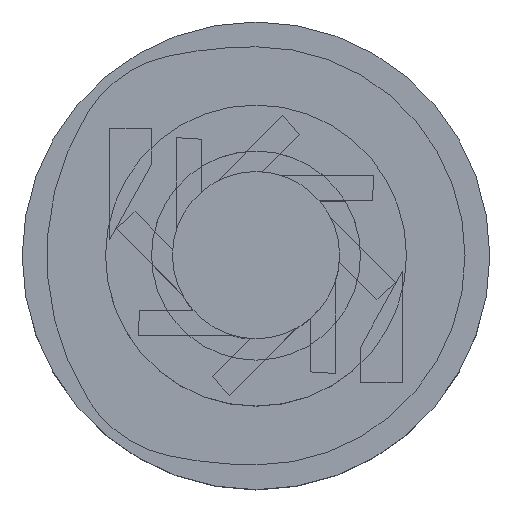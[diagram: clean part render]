
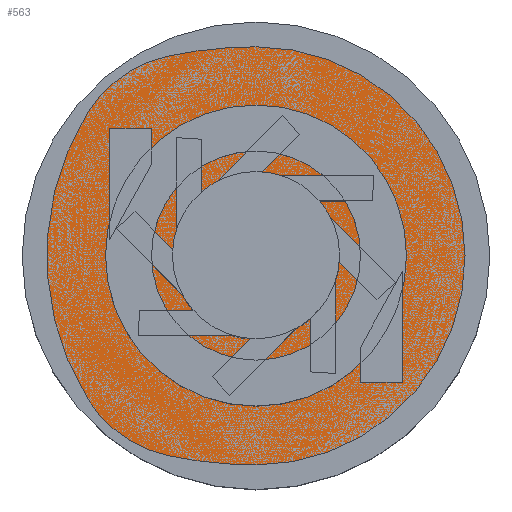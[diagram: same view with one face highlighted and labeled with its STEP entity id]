
A CAD part, top view. The second image highlights one B-rep face of the part: STEP entity #563.
In plain terms, the highlighted planar face has unit normal (0, 0, 1).
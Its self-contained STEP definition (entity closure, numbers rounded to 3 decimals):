
#485=PLANE('',#1709);
#563=ADVANCED_FACE('',(#662),#485,.T.);
#662=FACE_OUTER_BOUND('',#738,.T.);
#738=EDGE_LOOP('',(#1116,#1117,#1118,#1119,#1120,#1121));
#1116=ORIENTED_EDGE('',*,*,#1510,.T.);
#1117=ORIENTED_EDGE('',*,*,#1514,.T.);
#1118=ORIENTED_EDGE('',*,*,#1517,.T.);
#1119=ORIENTED_EDGE('',*,*,#1520,.T.);
#1120=ORIENTED_EDGE('',*,*,#1523,.T.);
#1121=ORIENTED_EDGE('',*,*,#1525,.T.);
#1402=VERTEX_POINT('',#2177);
#1403=VERTEX_POINT('',#2179);
#1405=VERTEX_POINT('',#2185);
#1407=VERTEX_POINT('',#2191);
#1409=VERTEX_POINT('',#2197);
#1411=VERTEX_POINT('',#2203);
#1510=EDGE_CURVE('',#1403,#1402,#1663,.T.);
#1514=EDGE_CURVE('',#1402,#1405,#1665,.T.);
#1517=EDGE_CURVE('',#1405,#1407,#1667,.T.);
#1520=EDGE_CURVE('',#1407,#1409,#1669,.T.);
#1523=EDGE_CURVE('',#1409,#1411,#1671,.T.);
#1525=EDGE_CURVE('',#1411,#1403,#1673,.T.);
#1663=CIRCLE('',#1692,3250.);
#1665=CIRCLE('',#1695,1500.);
#1667=CIRCLE('',#1698,5000.);
#1669=CIRCLE('',#1701,2500.);
#1671=CIRCLE('',#1704,5000.);
#1673=CIRCLE('',#1707,1500.);
#1692=AXIS2_PLACEMENT_3D('',#2178,#1811,#1812);
#1695=AXIS2_PLACEMENT_3D('',#2186,#1819,#1820);
#1698=AXIS2_PLACEMENT_3D('',#2192,#1826,#1827);
#1701=AXIS2_PLACEMENT_3D('',#2198,#1833,#1834);
#1704=AXIS2_PLACEMENT_3D('',#2204,#1840,#1841);
#1707=AXIS2_PLACEMENT_3D('',#2207,#1846,#1847);
#1709=AXIS2_PLACEMENT_3D('',#2209,#1850,#1851);
#1811=DIRECTION('',(0.,0.,1.));
#1812=DIRECTION('',(0.,-1.,0.));
#1819=DIRECTION('',(0.,0.,1.));
#1820=DIRECTION('',(0.,-1.,0.));
#1826=DIRECTION('',(0.,0.,1.));
#1827=DIRECTION('',(0.,-1.,0.));
#1833=DIRECTION('',(0.,0.,1.));
#1834=DIRECTION('',(0.,-1.,0.));
#1840=DIRECTION('',(0.,0.,1.));
#1841=DIRECTION('',(0.,-1.,0.));
#1846=DIRECTION('',(0.,0.,1.));
#1847=DIRECTION('',(0.,-1.,0.));
#1850=DIRECTION('',(0.,0.,1.));
#1851=DIRECTION('',(1.,0.,0.));
#2177=CARTESIAN_POINT('',(-2013.101,-1711.073,10000.));
#2178=CARTESIAN_POINT('',(750.,0.,10000.));
#2179=CARTESIAN_POINT('',(-2013.101,1711.073,10000.));
#2185=CARTESIAN_POINT('',(-1054.034,-2387.639,10000.));
#2186=CARTESIAN_POINT('',(-737.824,-921.347,10000.));
#2191=CARTESIAN_POINT('',(0.,-2500.,10000.));
#2192=CARTESIAN_POINT('',(0.,2500.,10000.));
#2197=CARTESIAN_POINT('',(0.,2500.,10000.));
#2198=CARTESIAN_POINT('',(0.,0.,10000.));
#2203=CARTESIAN_POINT('',(-1054.034,2387.639,10000.));
#2204=CARTESIAN_POINT('',(0.,-2500.,10000.));
#2207=CARTESIAN_POINT('',(-737.824,921.347,10000.));
#2209=CARTESIAN_POINT('',(6.088,-460.674,10000.));
